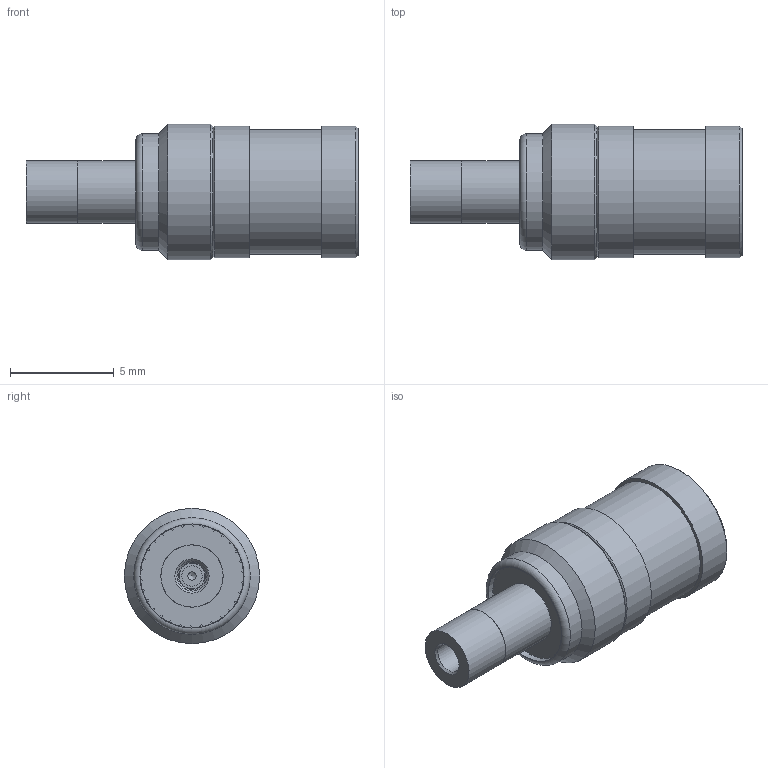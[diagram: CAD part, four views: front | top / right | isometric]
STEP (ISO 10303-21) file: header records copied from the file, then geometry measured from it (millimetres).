
FILE_DESCRIPTION(/* description */ ('Unknown'),/* implementation_level */ '2;1');
FILE_NAME(/* name */ '61646020112320',/* time_stamp */ '2024-05-22T11:00:47+02:00',/* author */ ('Unknown'),/* organization */ ('Unknown'),/* preprocessor_version */ 'ST-DEVELOPER v18.102',/* originating_system */ 'Solid Edge',/* authorisation */ 'Unknown');
FILE_SCHEMA (('AUTOMOTIVE_DESIGN {1 0 10303 214 3 1 1}'));
Length unit declared in the file: millimetre
Products named in the file (9): 61646020112320; 61646020112320_Body; 61646020112320_Shell; 61646020112320_Braid Holder; 61646020112320_Insulator2; 61646020112320_Insulator; 61646020112320_Ring; 61646020112320_Center-pin; 61646020112320_Ferrule
Assembly tree (8 placements, depth 2):
  61646020112320
    61646020112320_Body
    61646020112320_Shell
    61646020112320_Braid Holder
    61646020112320_Insulator2
    61646020112320_Insulator
    61646020112320_Ring
    61646020112320_Center-pin
    61646020112320_Ferrule
Bounding box: 16 x 6.52 x 6.52 mm (x, y, z)
Volume: 261.7 mm3; surface area: 1033.7 mm2
Topology: 8 solids, 8 shells, 371 faces, 999 edges, 660 vertices
Faces by surface type: plane 203, cylinder 125, cone 38, torus 5
Full cylindrical faces by diameter (mm): 0.4 x1, 0.5 x1, 0.55 x1, 0.94 x2, 0.972 x1, 1 x2, 1.08 x1, 1.1 x1, 1.25 x1, 1.45 x1, 1.7 x2, 1.8 x1, 2 x1, 2.2 x3, 2.25 x1, 2.4 x1, 3 x2, 3.04 x1, 3.06 x1, 3.72 x1, 4.44 x1, 4.78 x1, 4.98 x1, 5.2 x2, 5.4 x1, 5.62 x1, 6.02 x1, 6.35 x2, 6.52 x1
Entity records: 11616 total; most frequent: CARTESIAN_POINT 2458, ORIENTED_EDGE 1840, DIRECTION 1814, EDGE_CURVE 920, AXIS2_PLACEMENT_3D 685, VERTEX_POINT 640, FACE_BOUND 460, EDGE_LOOP 458
